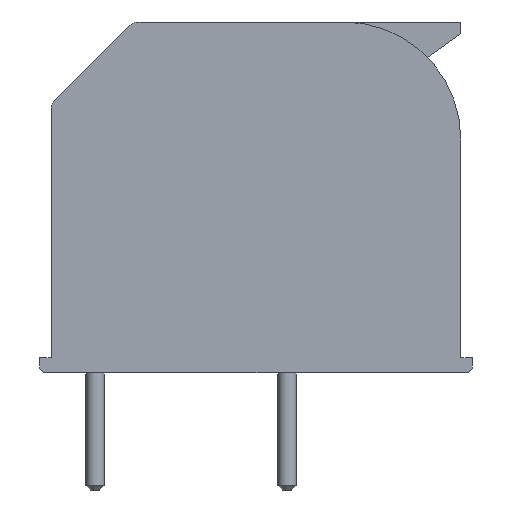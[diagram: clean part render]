
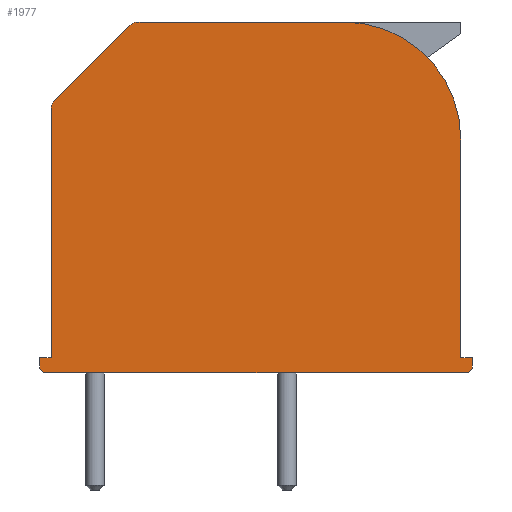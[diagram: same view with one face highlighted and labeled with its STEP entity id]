
A CAD part, left-side view. The second image highlights one B-rep face of the part: STEP entity #1977.
In plain terms, the highlighted planar face has unit normal (-1, 0, 0).
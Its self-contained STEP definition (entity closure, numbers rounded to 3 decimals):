
#77=CIRCLE('',#2134,0.3);
#78=CIRCLE('',#2137,5.);
#79=CIRCLE('',#2138,0.5);
#80=CIRCLE('',#2139,0.5);
#81=CIRCLE('',#2140,0.3);
#177=FACE_OUTER_BOUND('',#302,.T.);
#302=EDGE_LOOP('',(#1362,#1363,#1364,#1365,#1366,#1367,#1368,#1369,#1370,
#1371,#1372,#1373,#1374,#1375));
#447=LINE('',#2994,#666);
#450=LINE('',#3000,#669);
#451=LINE('',#3002,#670);
#452=LINE('',#3004,#671);
#453=LINE('',#3008,#672);
#454=LINE('',#3012,#673);
#455=LINE('',#3016,#674);
#456=LINE('',#3018,#675);
#457=LINE('',#3020,#676);
#666=VECTOR('',#2372,10.);
#669=VECTOR('',#2377,10.);
#670=VECTOR('',#2378,10.);
#671=VECTOR('',#2379,10.);
#672=VECTOR('',#2382,10.);
#673=VECTOR('',#2385,10.);
#674=VECTOR('',#2388,10.);
#675=VECTOR('',#2389,10.);
#676=VECTOR('',#2390,10.);
#879=VERTEX_POINT('',#2987);
#880=VERTEX_POINT('',#2989);
#881=VERTEX_POINT('',#2993);
#883=VERTEX_POINT('',#2999);
#884=VERTEX_POINT('',#3001);
#885=VERTEX_POINT('',#3003);
#886=VERTEX_POINT('',#3005);
#887=VERTEX_POINT('',#3007);
#888=VERTEX_POINT('',#3009);
#889=VERTEX_POINT('',#3011);
#890=VERTEX_POINT('',#3013);
#891=VERTEX_POINT('',#3015);
#892=VERTEX_POINT('',#3017);
#893=VERTEX_POINT('',#3019);
#1063=EDGE_CURVE('',#879,#880,#77,.T.);
#1065=EDGE_CURVE('',#881,#880,#447,.T.);
#1068=EDGE_CURVE('',#879,#883,#450,.T.);
#1069=EDGE_CURVE('',#883,#884,#451,.T.);
#1070=EDGE_CURVE('',#884,#885,#452,.T.);
#1071=EDGE_CURVE('',#885,#886,#78,.T.);
#1072=EDGE_CURVE('',#886,#887,#453,.T.);
#1073=EDGE_CURVE('',#888,#887,#79,.T.);
#1074=EDGE_CURVE('',#888,#889,#454,.T.);
#1075=EDGE_CURVE('',#890,#889,#80,.T.);
#1076=EDGE_CURVE('',#890,#891,#455,.T.);
#1077=EDGE_CURVE('',#891,#892,#456,.T.);
#1078=EDGE_CURVE('',#892,#893,#457,.T.);
#1079=EDGE_CURVE('',#881,#893,#81,.T.);
#1362=ORIENTED_EDGE('',*,*,#1063,.F.);
#1363=ORIENTED_EDGE('',*,*,#1068,.T.);
#1364=ORIENTED_EDGE('',*,*,#1069,.T.);
#1365=ORIENTED_EDGE('',*,*,#1070,.T.);
#1366=ORIENTED_EDGE('',*,*,#1071,.T.);
#1367=ORIENTED_EDGE('',*,*,#1072,.T.);
#1368=ORIENTED_EDGE('',*,*,#1073,.F.);
#1369=ORIENTED_EDGE('',*,*,#1074,.T.);
#1370=ORIENTED_EDGE('',*,*,#1075,.F.);
#1371=ORIENTED_EDGE('',*,*,#1076,.T.);
#1372=ORIENTED_EDGE('',*,*,#1077,.T.);
#1373=ORIENTED_EDGE('',*,*,#1078,.T.);
#1374=ORIENTED_EDGE('',*,*,#1079,.F.);
#1375=ORIENTED_EDGE('',*,*,#1065,.T.);
#1890=PLANE('',#2136);
#1977=ADVANCED_FACE('',(#177),#1890,.F.);
#2134=AXIS2_PLACEMENT_3D('',#2990,#2367,#2368);
#2136=AXIS2_PLACEMENT_3D('',#2998,#2375,#2376);
#2137=AXIS2_PLACEMENT_3D('',#3006,#2380,#2381);
#2138=AXIS2_PLACEMENT_3D('',#3010,#2383,#2384);
#2139=AXIS2_PLACEMENT_3D('',#3014,#2386,#2387);
#2140=AXIS2_PLACEMENT_3D('',#3021,#2391,#2392);
#2367=DIRECTION('center_axis',(1.,0.,0.));
#2368=DIRECTION('ref_axis',(0.,-0.707,-0.707));
#2372=DIRECTION('',(0.,-1.,0.));
#2375=DIRECTION('center_axis',(1.,0.,0.));
#2376=DIRECTION('ref_axis',(0.,1.,0.));
#2377=DIRECTION('',(0.,0.,1.));
#2378=DIRECTION('',(0.,1.,0.));
#2379=DIRECTION('',(0.,0.,1.));
#2380=DIRECTION('center_axis',(-1.,0.,0.));
#2381=DIRECTION('ref_axis',(0.,0.,1.));
#2382=DIRECTION('',(0.,1.,0.));
#2383=DIRECTION('center_axis',(1.,0.,0.));
#2384=DIRECTION('ref_axis',(0.,0.383,0.924));
#2385=DIRECTION('',(0.,0.707,-0.707));
#2386=DIRECTION('center_axis',(1.,0.,0.));
#2387=DIRECTION('ref_axis',(0.,0.924,0.383));
#2388=DIRECTION('',(0.,0.,-1.));
#2389=DIRECTION('',(0.,1.,0.));
#2390=DIRECTION('',(0.,0.,-1.));
#2391=DIRECTION('center_axis',(1.,0.,0.));
#2392=DIRECTION('ref_axis',(0.,0.707,-0.707));
#2987=CARTESIAN_POINT('',(-2.95,-7.93,0.3));
#2989=CARTESIAN_POINT('',(-2.95,-7.63,0.));
#2990=CARTESIAN_POINT('Origin',(-2.95,-7.63,0.3));
#2993=CARTESIAN_POINT('',(-2.95,10.27,0.));
#2994=CARTESIAN_POINT('',(-2.95,10.57,0.));
#2998=CARTESIAN_POINT('Origin',(-2.95,1.32,7.5));
#2999=CARTESIAN_POINT('',(-2.95,-7.93,0.65));
#3000=CARTESIAN_POINT('',(-2.95,-7.93,0.));
#3001=CARTESIAN_POINT('',(-2.95,-7.43,0.65));
#3002=CARTESIAN_POINT('',(-2.95,-7.93,0.65));
#3003=CARTESIAN_POINT('',(-2.95,-7.43,10.));
#3004=CARTESIAN_POINT('',(-2.95,-7.43,11.3));
#3005=CARTESIAN_POINT('',(-2.95,-2.43,15.));
#3006=CARTESIAN_POINT('Origin',(-2.95,-2.43,10.));
#3007=CARTESIAN_POINT('',(-2.95,6.363,15.));
#3008=CARTESIAN_POINT('',(-2.95,10.07,15.));
#3009=CARTESIAN_POINT('',(-2.95,6.716,14.854));
#3010=CARTESIAN_POINT('Origin',(-2.95,6.363,14.5));
#3011=CARTESIAN_POINT('',(-2.95,9.924,11.646));
#3012=CARTESIAN_POINT('',(-2.95,6.57,15.));
#3013=CARTESIAN_POINT('',(-2.95,10.07,11.293));
#3014=CARTESIAN_POINT('Origin',(-2.95,9.57,11.293));
#3015=CARTESIAN_POINT('',(-2.95,10.07,0.65));
#3016=CARTESIAN_POINT('',(-2.95,10.07,15.));
#3017=CARTESIAN_POINT('',(-2.95,10.57,0.65));
#3018=CARTESIAN_POINT('',(-2.95,-7.93,0.65));
#3019=CARTESIAN_POINT('',(-2.95,10.57,0.3));
#3020=CARTESIAN_POINT('',(-2.95,10.57,0.65));
#3021=CARTESIAN_POINT('Origin',(-2.95,10.27,0.3));
